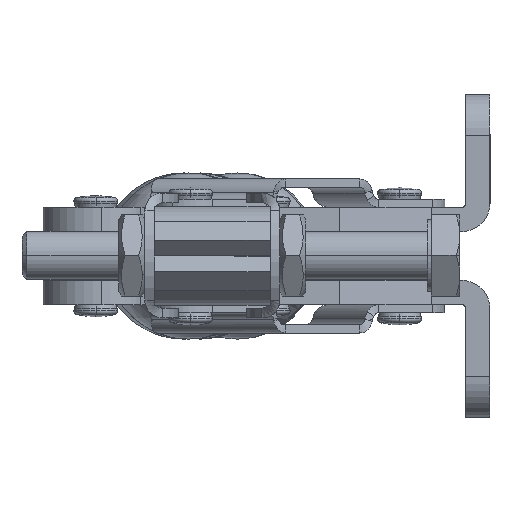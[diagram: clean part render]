
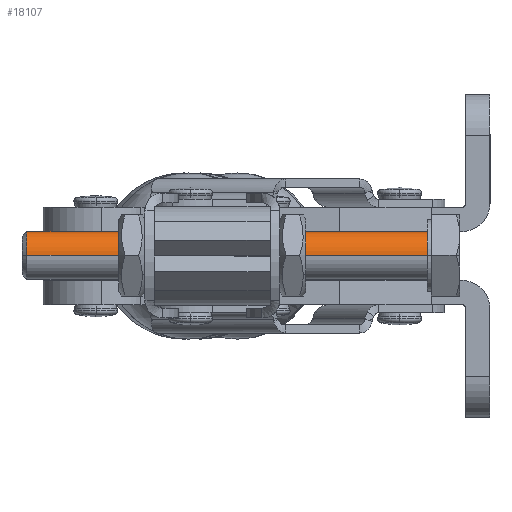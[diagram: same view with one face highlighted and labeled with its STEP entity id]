
A CAD part, left-side view. The second image highlights one B-rep face of the part: STEP entity #18107.
In plain terms, the highlighted cylindrical face has radius 3 mm (diameter 6 mm), a partial arc.
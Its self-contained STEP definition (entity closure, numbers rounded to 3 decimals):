
#18066=CARTESIAN_POINT('',(26.5,0.,0.0));
#18067=DIRECTION('',(1.0,0.,0.0));
#18068=DIRECTION('',(0.0,1.0,0.0));
#18069=AXIS2_PLACEMENT_3D('',#18066,#18067,#18068);
#18070=CYLINDRICAL_SURFACE('',#18069,3.);
#18071=CARTESIAN_POINT('',(0.,3.,0.0));
#18072=VERTEX_POINT('',#18071);
#18073=CARTESIAN_POINT('',(49.386,3.,0.));
#18074=VERTEX_POINT('',#18073);
#18075=CARTESIAN_POINT('',(0.,3.,0.0));
#18076=DIRECTION('',(1.0,0.0,0.0));
#18077=VECTOR('',#18076,49.386);
#18078=LINE('',#18075,#18077);
#18079=EDGE_CURVE('',#18072,#18074,#18078,.T.);
#18080=ORIENTED_EDGE('',*,*,#18079,.F.);
#18081=CARTESIAN_POINT('',(0.,-3.,0.));
#18082=VERTEX_POINT('',#18081);
#18083=CARTESIAN_POINT('',(0.,0.,0.0));
#18084=DIRECTION('',(1.0,0.0,0.0));
#18085=DIRECTION('',(0.0,1.0,0.0));
#18086=AXIS2_PLACEMENT_3D('',#18083,#18084,#18085);
#18087=CIRCLE('',#18086,3.);
#18088=EDGE_CURVE('',#18072,#18082,#18087,.T.);
#18089=ORIENTED_EDGE('',*,*,#18088,.T.);
#18090=CARTESIAN_POINT('',(49.386,-3.,0.));
#18091=VERTEX_POINT('',#18090);
#18092=CARTESIAN_POINT('',(49.386,-3.,0.));
#18093=DIRECTION('',(-1.0,0.0,0.0));
#18094=VECTOR('',#18093,49.386);
#18095=LINE('',#18092,#18094);
#18096=EDGE_CURVE('',#18091,#18082,#18095,.T.);
#18097=ORIENTED_EDGE('',*,*,#18096,.F.);
#18098=CARTESIAN_POINT('',(49.386,0.,0.0));
#18099=DIRECTION('',(1.0,0.0,0.0));
#18100=DIRECTION('',(0.0,-1.0,0.0));
#18101=AXIS2_PLACEMENT_3D('',#18098,#18099,#18100);
#18102=CIRCLE('',#18101,3.);
#18103=EDGE_CURVE('',#18074,#18091,#18102,.T.);
#18104=ORIENTED_EDGE('',*,*,#18103,.F.);
#18105=EDGE_LOOP('',(#18080,#18089,#18097,#18104));
#18106=FACE_OUTER_BOUND('',#18105,.T.);
#18107=ADVANCED_FACE('',(#18106),#18070,.T.);
